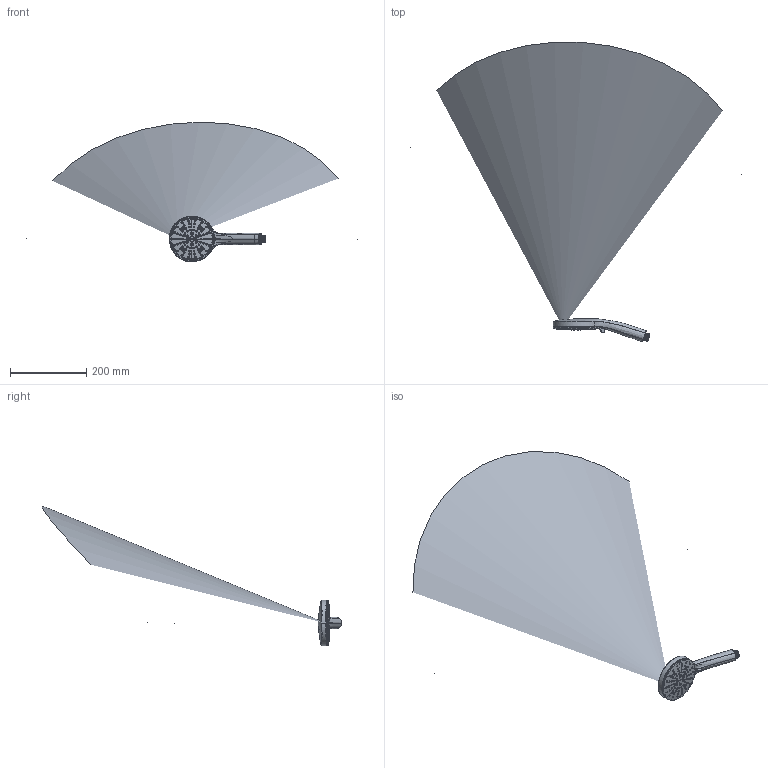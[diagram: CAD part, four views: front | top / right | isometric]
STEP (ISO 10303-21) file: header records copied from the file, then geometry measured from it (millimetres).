
FILE_DESCRIPTION (( 'STEP AP203' ), '1' );
FILE_NAME ('CO3SH_v10324.STEP', '2024-03-20T12:34:28', ( '' ), ( '' ), 'SwSTEP 2.0', 'SolidWorks 2019', '' );
FILE_SCHEMA (( 'CONFIG_CONTROL_DESIGN' ));
Length unit declared in the file: inch
Products named in the file (8): A10130-004_AF0_138.stp; CO3SH_v10324; A10130-007_AF0_25.stp; A10130-015_AF0_57.stp; A10130-006_AF0_201.stp; A10130-001_AF1_274.stp; PRT0001-25789.stp; A10130-005_AF0_ASM_55_ASM_ASM.stp
Assembly tree (7 placements, depth 3):
  CO3SH_v10324
    A10130-005_AF0_ASM_55_ASM_ASM.stp
      A10130-004_AF0_138.stp
      A10130-015_AF0_57.stp
    A10130-001_AF1_274.stp
    PRT0001-25789.stp
    A10130-006_AF0_201.stp
    A10130-007_AF0_25.stp
Bounding box: 871.66 x 785.72 x 366.74 mm (x, y, z)
Surface area: 2530810.9 mm2
Topology: 6 solids, 6 shells, 4172 faces, 11332 edges, 7300 vertices
Faces by surface type: plane 1941, cone 1057, bspline 632, sphere 225, torus 179, cylinder 138
Entity records: 256870 total; most frequent: CARTESIAN_POINT 161409, ORIENTED_EDGE 22660, DIRECTION 16168, EDGE_CURVE 11330, VERTEX_POINT 7299, AXIS2_PLACEMENT_3D 7197, B_SPLINE_CURVE_WITH_KNOTS 5379, EDGE_LOOP 4785
